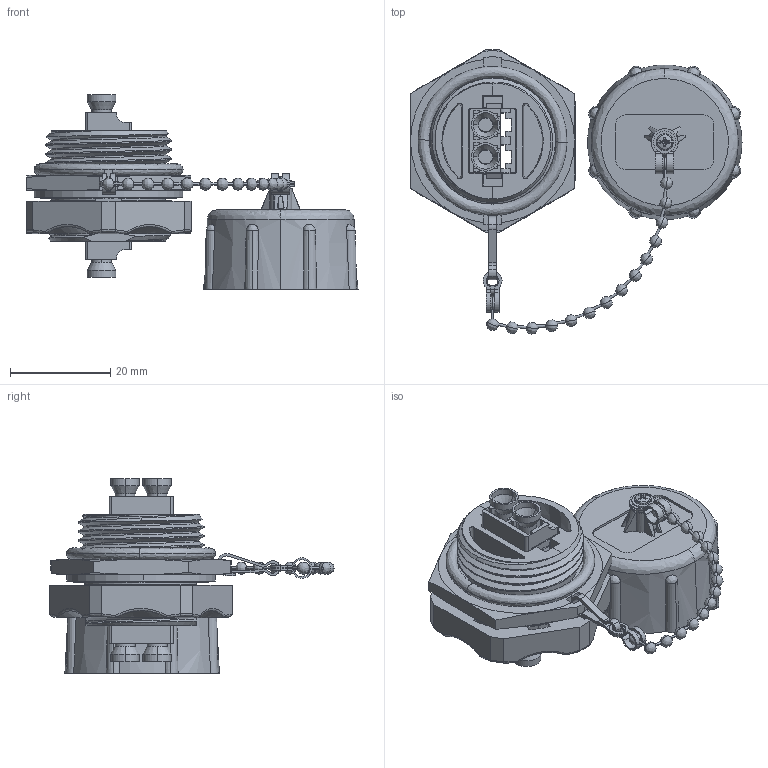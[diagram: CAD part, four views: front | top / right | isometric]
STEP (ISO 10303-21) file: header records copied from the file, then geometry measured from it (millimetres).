
FILE_DESCRIPTION (( 'STEP AP214' ), '1' );
FILE_NAME ('FOADFLCMM_3D.STEP', '2021-05-10T20:48:59', ( '' ), ( '' ), 'SwSTEP 2.0', 'SolidWorks 2020', '' );
FILE_SCHEMA (( 'AUTOMOTIVE_DESIGN' ));
Length unit declared in the file: millimetre
Products named in the file (9): FOADFLCMM-chain; FOADFLCMM-bulkhead; FOADFLCMM-lc adapter; FOADFLCMM-dustcap o-ring; FOADFLCMM_3D; FOADFLCMM-dustcap hdwr; FOADFLCMM-gasket; FOADFLCMM-bulkhead nut; FOADFLCMM-dustcap
Assembly tree (8 placements, depth 2):
  FOADFLCMM_3D
    FOADFLCMM-bulkhead
    FOADFLCMM-gasket
    FOADFLCMM-bulkhead nut
    FOADFLCMM-dustcap o-ring
    FOADFLCMM-dustcap
    FOADFLCMM-chain
    FOADFLCMM-dustcap hdwr
    FOADFLCMM-lc adapter
Bounding box: 66.38 x 56.87 x 38.9 mm (x, y, z)
Volume: 15735.1 mm3; surface area: 21386.8 mm2
Topology: 31 solids, 31 shells, 1027 faces, 2681 edges, 1722 vertices
Faces by surface type: plane 418, cylinder 335, bspline 198, cone 76
Entity records: 51249 total; most frequent: CARTESIAN_POINT 26932, ORIENTED_EDGE 5286, DIRECTION 4528, EDGE_CURVE 2643, VERTEX_POINT 1722, AXIS2_PLACEMENT_3D 1612, LINE 1304, VECTOR 1304
